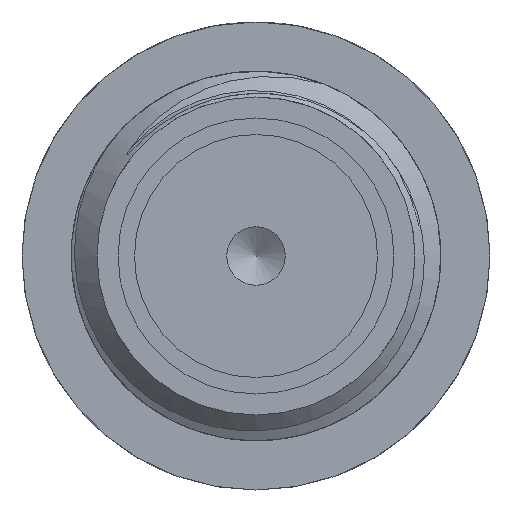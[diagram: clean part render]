
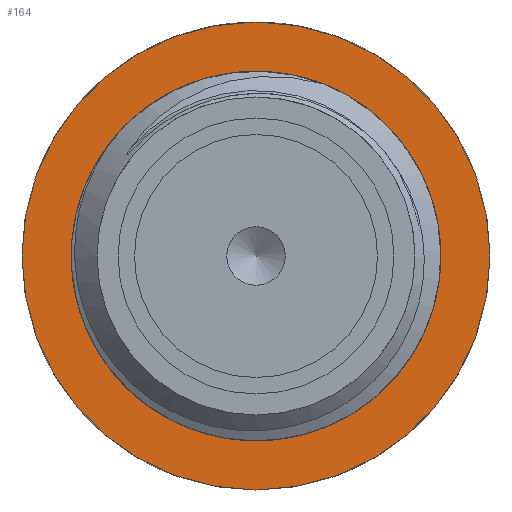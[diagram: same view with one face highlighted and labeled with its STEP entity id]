
A CAD part, left-side view. The second image highlights one B-rep face of the part: STEP entity #164.
In plain terms, the highlighted planar face has unit normal (-1, 0, 0).
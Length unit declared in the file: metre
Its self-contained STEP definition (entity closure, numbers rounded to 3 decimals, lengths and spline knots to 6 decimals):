
#164 = ADVANCED_FACE( '', ( #367, #368 ), #369, .F. );
#367 = FACE_OUTER_BOUND( '', #1275, .T. );
#368 = FACE_BOUND( '', #1276, .T. );
#369 = PLANE( '', #1277 );
#1275 = EDGE_LOOP( '', ( #1911 ) );
#1276 = EDGE_LOOP( '', ( #1912 ) );
#1277 = AXIS2_PLACEMENT_3D( '', #1913, #1914, #1915 );
#1911 = ORIENTED_EDGE( '', *, *, #2388, .T. );
#1912 = ORIENTED_EDGE( '', *, *, #2291, .F. );
#1913 = CARTESIAN_POINT( '', ( 0.007874, 0., 0.003962 ) );
#1914 = DIRECTION( '', ( 1., 0., 0. ) );
#1915 = DIRECTION( '', ( 0., 1., 0. ) );
#2291 = EDGE_CURVE( '', #2570, #2570, #2571, .T. );
#2388 = EDGE_CURVE( '', #2719, #2719, #2720, .T. );
#2570 = VERTEX_POINT( '', #3172 );
#2571 = CIRCLE( '', #3173, 0.002921 );
#2719 = VERTEX_POINT( '', #3514 );
#2720 = CIRCLE( '', #3515, 0.003962 );
#3172 = CARTESIAN_POINT( '', ( 0.007874, 0., 0.002921 ) );
#3173 = AXIS2_PLACEMENT_3D( '', #3784, #3785, #3786 );
#3514 = CARTESIAN_POINT( '', ( 0.007874, 0., 0.003962 ) );
#3515 = AXIS2_PLACEMENT_3D( '', #3903, #3904, #3905 );
#3784 = CARTESIAN_POINT( '', ( 0.007874, 0., 0. ) );
#3785 = DIRECTION( '', ( -1., 0., 0. ) );
#3786 = DIRECTION( '', ( 0., 0., 1. ) );
#3903 = CARTESIAN_POINT( '', ( 0.007874, 0., 0. ) );
#3904 = DIRECTION( '', ( -1., 0., 0. ) );
#3905 = DIRECTION( '', ( 0., 0., 1. ) );
